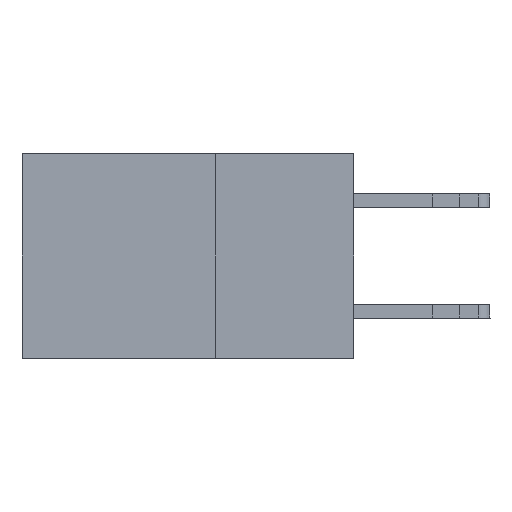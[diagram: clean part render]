
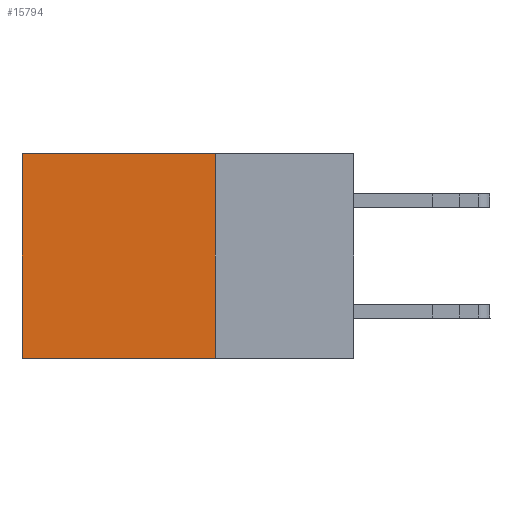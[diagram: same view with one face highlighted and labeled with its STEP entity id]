
A CAD part, left-side view. The second image highlights one B-rep face of the part: STEP entity #15794.
In plain terms, the highlighted planar face has unit normal (-1, 0, 0).
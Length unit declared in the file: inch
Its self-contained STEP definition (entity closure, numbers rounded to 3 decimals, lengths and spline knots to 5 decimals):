
#768 = PLANE ( 'NONE',  #17732 ) ;
#1430 = CARTESIAN_POINT ( 'NONE',  ( 0.2875, 0.25, 0. ) ) ;
#2583 = VERTEX_POINT ( 'NONE', #6200 ) ;
#3679 = EDGE_CURVE ( 'NONE', #2583, #7619, #11756, .T. ) ;
#3912 = ORIENTED_EDGE ( 'NONE', *, *, #3679, .T. ) ;
#4397 = VECTOR ( 'NONE', #17286, 39.37008 ) ;
#5104 = DIRECTION ( 'NONE',  ( 0., 0., -1. ) ) ;
#5437 = EDGE_CURVE ( 'NONE', #10062, #2583, #13487, .T. ) ;
#6200 = CARTESIAN_POINT ( 'NONE',  ( 0.2875, 0.6, 0. ) ) ;
#7168 = CARTESIAN_POINT ( 'NONE',  ( 0.2875, 0.6, 0. ) ) ;
#7236 = FACE_OUTER_BOUND ( 'NONE', #13207, .T. ) ;
#7619 = VERTEX_POINT ( 'NONE', #19334 ) ;
#8073 = CARTESIAN_POINT ( 'NONE',  ( 0.2875, 0.25, 0. ) ) ;
#10062 = VERTEX_POINT ( 'NONE', #1430 ) ;
#10193 = ORIENTED_EDGE ( 'NONE', *, *, #16008, .F. ) ;
#11405 = VERTEX_POINT ( 'NONE', #20494 ) ;
#11756 = LINE ( 'NONE', #7168, #14950 ) ;
#12126 = DIRECTION ( 'NONE',  ( 1., 0., 0. ) ) ;
#13097 = VECTOR ( 'NONE', #15659, 39.37008 ) ;
#13207 = EDGE_LOOP ( 'NONE', ( #3912, #16495, #10193, #16713 ) ) ;
#13291 = CARTESIAN_POINT ( 'NONE',  ( 0.2875, 0.25, 0. ) ) ;
#13361 = VECTOR ( 'NONE', #19817, 39.37008 ) ;
#13487 = LINE ( 'NONE', #13291, #13361 ) ;
#13882 = CARTESIAN_POINT ( 'NONE',  ( 0.2875, 0.25, 0. ) ) ;
#14054 = EDGE_CURVE ( 'NONE', #11405, #7619, #18936, .T. ) ;
#14188 = LINE ( 'NONE', #8073, #13097 ) ;
#14950 = VECTOR ( 'NONE', #5104, 39.37008 ) ;
#15031 = DIRECTION ( 'NONE',  ( 0., 0., -1. ) ) ;
#15628 = CARTESIAN_POINT ( 'NONE',  ( 0.2875, 0.25, -0.37 ) ) ;
#15659 = DIRECTION ( 'NONE',  ( 0., 0., -1. ) ) ;
#15794 = ADVANCED_FACE ( 'NONE', ( #7236 ), #768, .F. ) ;
#16008 = EDGE_CURVE ( 'NONE', #10062, #11405, #14188, .T. ) ;
#16495 = ORIENTED_EDGE ( 'NONE', *, *, #14054, .F. ) ;
#16713 = ORIENTED_EDGE ( 'NONE', *, *, #5437, .T. ) ;
#17286 = DIRECTION ( 'NONE',  ( 0., 1., 0. ) ) ;
#17732 = AXIS2_PLACEMENT_3D ( 'NONE', #13882, #12126, #15031 ) ;
#18936 = LINE ( 'NONE', #15628, #4397 ) ;
#19334 = CARTESIAN_POINT ( 'NONE',  ( 0.2875, 0.6, -0.37 ) ) ;
#19817 = DIRECTION ( 'NONE',  ( 0., 1., 0. ) ) ;
#20494 = CARTESIAN_POINT ( 'NONE',  ( 0.2875, 0.25, -0.37 ) ) ;
